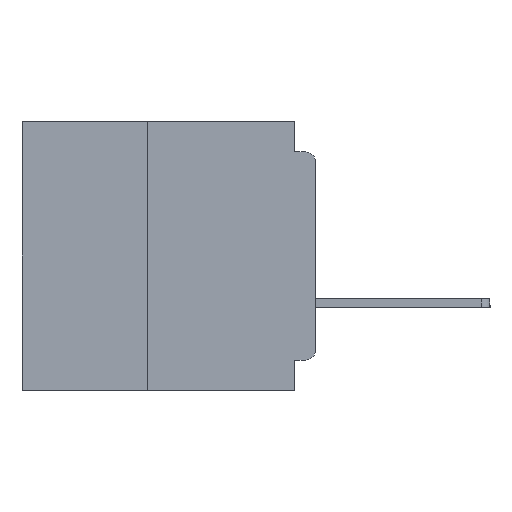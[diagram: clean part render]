
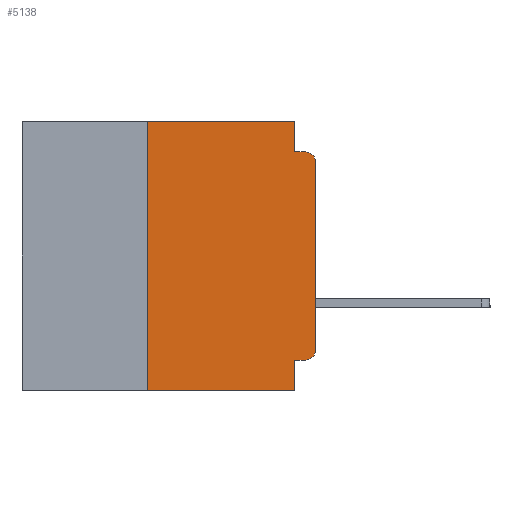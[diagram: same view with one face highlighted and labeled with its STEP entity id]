
A CAD part, left-side view. The second image highlights one B-rep face of the part: STEP entity #5138.
In plain terms, the highlighted planar face has unit normal (-1, 0, 0).
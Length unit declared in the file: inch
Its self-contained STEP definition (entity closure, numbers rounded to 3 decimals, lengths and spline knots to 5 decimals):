
#38 = CARTESIAN_POINT ( 'NONE',  ( 0., 0.25, -0.4 ) ) ;
#223 = VECTOR ( 'NONE', #20706, 39.37008 ) ;
#1347 = AXIS2_PLACEMENT_3D ( 'NONE', #38145, #30141, #5561 ) ;
#2083 = CARTESIAN_POINT ( 'NONE',  ( 0., 0., 0. ) ) ;
#2858 = ORIENTED_EDGE ( 'NONE', *, *, #10594, .T. ) ;
#3317 = VERTEX_POINT ( 'NONE', #12887 ) ;
#3451 = DIRECTION ( 'NONE',  ( 0., 0., -1. ) ) ;
#3829 = CARTESIAN_POINT ( 'NONE',  ( 0., 0., -0.06 ) ) ;
#5138 = ADVANCED_FACE ( 'NONE', ( #7584 ), #21876, .F. ) ;
#5493 = EDGE_CURVE ( 'NONE', #9133, #26275, #42763, .T. ) ;
#5561 = DIRECTION ( 'NONE',  ( 0., 0., -1. ) ) ;
#6004 = CARTESIAN_POINT ( 'NONE',  ( 0., 0.25, 0. ) ) ;
#6479 = ORIENTED_EDGE ( 'NONE', *, *, #33485, .F. ) ;
#7556 = ORIENTED_EDGE ( 'NONE', *, *, #5493, .F. ) ;
#7584 = FACE_OUTER_BOUND ( 'NONE', #35764, .T. ) ;
#7628 = DIRECTION ( 'NONE',  ( 0., 1., 0. ) ) ;
#7648 = ORIENTED_EDGE ( 'NONE', *, *, #13341, .F. ) ;
#7831 = CARTESIAN_POINT ( 'NONE',  ( 0., 0.015, -0.06 ) ) ;
#8386 = DIRECTION ( 'NONE',  ( 0., 0., -1. ) ) ;
#8394 = AXIS2_PLACEMENT_3D ( 'NONE', #7831, #36531, #11977 ) ;
#8784 = LINE ( 'NONE', #30092, #18380 ) ;
#9133 = VERTEX_POINT ( 'NONE', #6004 ) ;
#10106 = VECTOR ( 'NONE', #24207, 39.37008 ) ;
#10199 = CARTESIAN_POINT ( 'NONE',  ( 0., 0.031, -0.4 ) ) ;
#10594 = EDGE_CURVE ( 'NONE', #18061, #3317, #11534, .T. ) ;
#11107 = LINE ( 'NONE', #37023, #223 ) ;
#11409 = CARTESIAN_POINT ( 'NONE',  ( 0., 0., -0.045 ) ) ;
#11534 = CIRCLE ( 'NONE', #8394, 0.015 ) ;
#11977 = DIRECTION ( 'NONE',  ( 0., 0., -1. ) ) ;
#12638 = VERTEX_POINT ( 'NONE', #10199 ) ;
#12887 = CARTESIAN_POINT ( 'NONE',  ( 0., 0.015, -0.045 ) ) ;
#12970 = VECTOR ( 'NONE', #7628, 39.37008 ) ;
#13341 = EDGE_CURVE ( 'NONE', #24126, #3317, #37243, .T. ) ;
#14261 = VECTOR ( 'NONE', #30783, 39.37008 ) ;
#15772 = CARTESIAN_POINT ( 'NONE',  ( 0., 0.031, 0. ) ) ;
#18061 = VERTEX_POINT ( 'NONE', #3829 ) ;
#18076 = CARTESIAN_POINT ( 'NONE',  ( 0., 0.015, -0.355 ) ) ;
#18380 = VECTOR ( 'NONE', #46267, 39.37008 ) ;
#18575 = ORIENTED_EDGE ( 'NONE', *, *, #31049, .F. ) ;
#19841 = CARTESIAN_POINT ( 'NONE',  ( 0., 0., -0.355 ) ) ;
#20706 = DIRECTION ( 'NONE',  ( 0., 0., 1. ) ) ;
#20984 = EDGE_CURVE ( 'NONE', #22016, #12638, #8784, .T. ) ;
#21876 = PLANE ( 'NONE',  #1347 ) ;
#22016 = VERTEX_POINT ( 'NONE', #38 ) ;
#22504 = CARTESIAN_POINT ( 'NONE',  ( 0., 0.015, -0.34 ) ) ;
#23344 = ORIENTED_EDGE ( 'NONE', *, *, #52668, .T. ) ;
#23817 = DIRECTION ( 'NONE',  ( 0., -1., 0. ) ) ;
#23829 = EDGE_CURVE ( 'NONE', #26275, #24126, #29194, .T. ) ;
#24126 = VERTEX_POINT ( 'NONE', #26177 ) ;
#24158 = VERTEX_POINT ( 'NONE', #34568 ) ;
#24207 = DIRECTION ( 'NONE',  ( 0., -1., 0. ) ) ;
#26177 = CARTESIAN_POINT ( 'NONE',  ( 0., 0.031, -0.045 ) ) ;
#26275 = VERTEX_POINT ( 'NONE', #29704 ) ;
#26385 = VECTOR ( 'NONE', #23817, 39.37008 ) ;
#26645 = DIRECTION ( 'NONE',  ( 0., 0., -1. ) ) ;
#26871 = AXIS2_PLACEMENT_3D ( 'NONE', #22504, #51072, #26645 ) ;
#29194 = LINE ( 'NONE', #15772, #37482 ) ;
#29704 = CARTESIAN_POINT ( 'NONE',  ( 0., 0.031, 0. ) ) ;
#30092 = CARTESIAN_POINT ( 'NONE',  ( 0., 0.437, -0.4 ) ) ;
#30141 = DIRECTION ( 'NONE',  ( 1., 0., 0. ) ) ;
#30783 = DIRECTION ( 'NONE',  ( 0., 0., 1. ) ) ;
#31049 = EDGE_CURVE ( 'NONE', #39169, #24158, #34820, .T. ) ;
#33485 = EDGE_CURVE ( 'NONE', #24158, #12638, #40905, .T. ) ;
#34568 = CARTESIAN_POINT ( 'NONE',  ( 0., 0.031, -0.355 ) ) ;
#34820 = LINE ( 'NONE', #19841, #12970 ) ;
#34933 = EDGE_CURVE ( 'NONE', #49440, #18061, #46889, .T. ) ;
#35764 = EDGE_LOOP ( 'NONE', ( #43554, #2858, #7648, #46284, #7556, #45927, #42826, #6479, #18575, #23344 ) ) ;
#36531 = DIRECTION ( 'NONE',  ( -1., 0., 0. ) ) ;
#37023 = CARTESIAN_POINT ( 'NONE',  ( 0., 0.25, -0.4 ) ) ;
#37243 = LINE ( 'NONE', #11409, #26385 ) ;
#37482 = VECTOR ( 'NONE', #3451, 39.37008 ) ;
#38145 = CARTESIAN_POINT ( 'NONE',  ( 0., 0.437, 0. ) ) ;
#39169 = VERTEX_POINT ( 'NONE', #18076 ) ;
#40905 = LINE ( 'NONE', #41172, #51743 ) ;
#41172 = CARTESIAN_POINT ( 'NONE',  ( 0., 0.031, -0.4 ) ) ;
#42763 = LINE ( 'NONE', #44530, #10106 ) ;
#42826 = ORIENTED_EDGE ( 'NONE', *, *, #20984, .T. ) ;
#43554 = ORIENTED_EDGE ( 'NONE', *, *, #34933, .T. ) ;
#44530 = CARTESIAN_POINT ( 'NONE',  ( 0., 0.437, 0. ) ) ;
#45927 = ORIENTED_EDGE ( 'NONE', *, *, #46878, .F. ) ;
#46267 = DIRECTION ( 'NONE',  ( 0., -1., 0. ) ) ;
#46284 = ORIENTED_EDGE ( 'NONE', *, *, #23829, .F. ) ;
#46878 = EDGE_CURVE ( 'NONE', #22016, #9133, #11107, .T. ) ;
#46889 = LINE ( 'NONE', #2083, #14261 ) ;
#49440 = VERTEX_POINT ( 'NONE', #50812 ) ;
#50812 = CARTESIAN_POINT ( 'NONE',  ( 0., 0., -0.34 ) ) ;
#51072 = DIRECTION ( 'NONE',  ( -1., 0., 0. ) ) ;
#51743 = VECTOR ( 'NONE', #8386, 39.37008 ) ;
#51754 = CIRCLE ( 'NONE', #26871, 0.015 ) ;
#52668 = EDGE_CURVE ( 'NONE', #39169, #49440, #51754, .T. ) ;
